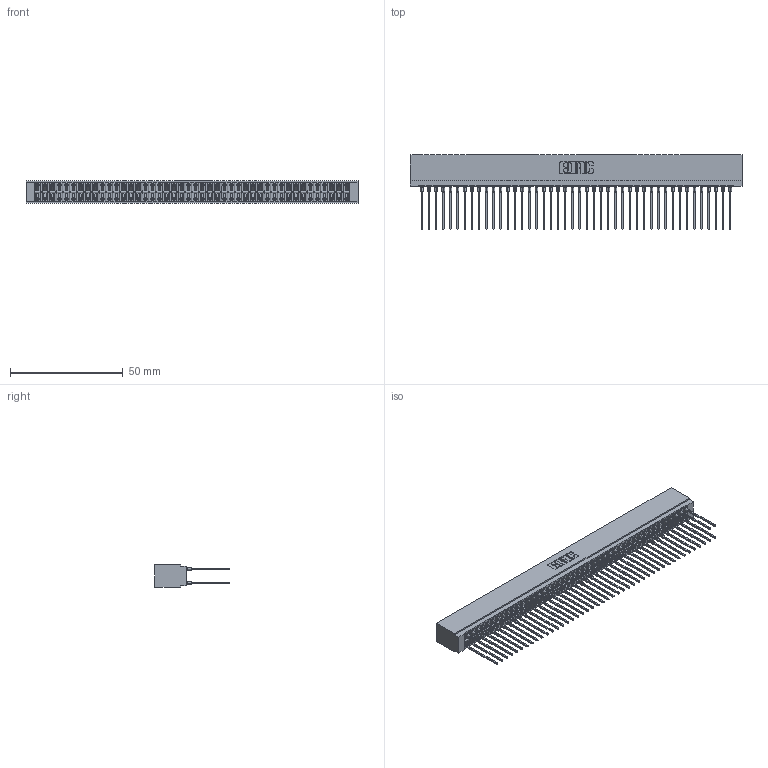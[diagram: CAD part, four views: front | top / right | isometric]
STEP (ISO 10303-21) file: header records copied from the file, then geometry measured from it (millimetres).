
FILE_DESCRIPTION (( 'STEP AP203' ), '1' );
FILE_NAME ('726-088-541-201.STEP', '2020-05-28T12:04:54', ( '' ), ( '' ), 'SwSTEP 2.0', 'SolidWorks 2020', '' );
FILE_SCHEMA (( 'CONFIG_CONTROL_DESIGN' ));
Length unit declared in the file: inch
Products named in the file (3): 746-292-001_541; 726-088-541-201; 726 Part_.515 Slot Depth - 01
Assembly tree (89 placements, depth 2):
  726-088-541-201
    726 Part_.515 Slot Depth - 01
    746-292-001_541  x88
Bounding box: 146.94 x 33.01 x 9.91 mm (x, y, z)
Volume: 13991.2 mm3; surface area: 25604 mm2
Topology: 89 solids, 89 shells, 7973 faces, 21911 edges, 13947 vertices
Faces by surface type: plane 4103, bspline 1760, cylinder 1582, torus 528
Entity records: 67619 total; most frequent: CARTESIAN_POINT 13425, ORIENTED_EDGE 11632, DIRECTION 9708, EDGE_CURVE 5816, VECTOR 5192, LINE 5192, VERTEX_POINT 3855, AXIS2_PLACEMENT_3D 2258
